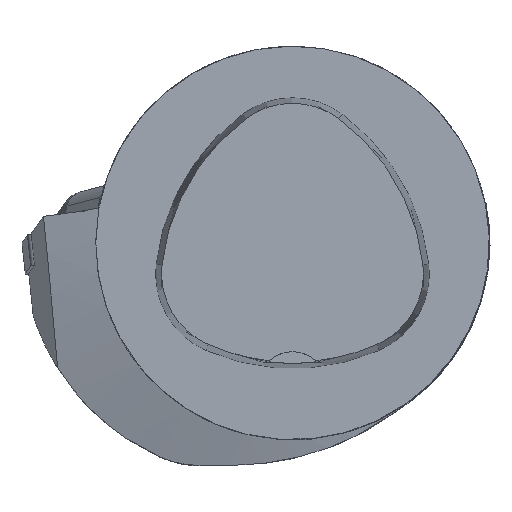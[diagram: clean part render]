
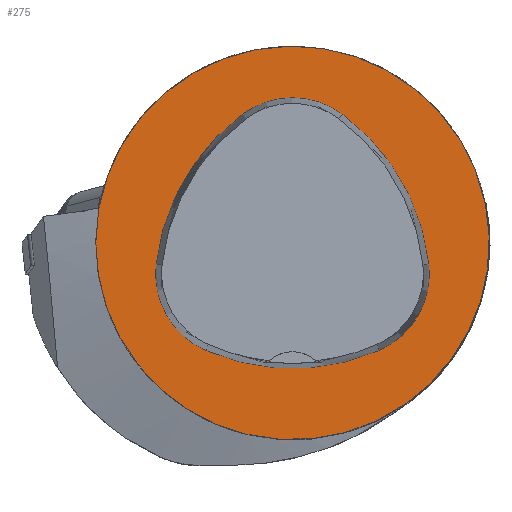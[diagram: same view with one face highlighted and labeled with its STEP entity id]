
A CAD part, top view. The second image highlights one B-rep face of the part: STEP entity #275.
In plain terms, the highlighted planar face has unit normal (0, 0, 1).
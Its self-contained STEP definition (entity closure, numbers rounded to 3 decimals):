
#275=ADVANCED_FACE('',(#643,#644),#346,.T.);
#346=PLANE('',#1777);
#643=FACE_BOUND('',#687,.T.);
#644=FACE_BOUND('',#688,.T.);
#687=EDGE_LOOP('',(#943,#944,#945,#946,#947,#948));
#688=EDGE_LOOP('',(#949));
#943=ORIENTED_EDGE('',*,*,#1474,.T.);
#944=ORIENTED_EDGE('',*,*,#1454,.T.);
#945=ORIENTED_EDGE('',*,*,#1458,.T.);
#946=ORIENTED_EDGE('',*,*,#1461,.T.);
#947=ORIENTED_EDGE('',*,*,#1464,.T.);
#948=ORIENTED_EDGE('',*,*,#1472,.T.);
#949=ORIENTED_EDGE('',*,*,#1445,.F.);
#1273=VERTEX_POINT('',#2665);
#1282=VERTEX_POINT('',#2684);
#1283=VERTEX_POINT('',#2685);
#1286=VERTEX_POINT('',#2693);
#1288=VERTEX_POINT('',#2699);
#1290=VERTEX_POINT('',#2705);
#1297=VERTEX_POINT('',#2726);
#1445=EDGE_CURVE('',#1273,#1273,#1583,.T.);
#1454=EDGE_CURVE('',#1282,#1283,#1584,.T.);
#1458=EDGE_CURVE('',#1283,#1286,#1586,.T.);
#1461=EDGE_CURVE('',#1286,#1288,#1588,.T.);
#1464=EDGE_CURVE('',#1288,#1290,#1590,.T.);
#1472=EDGE_CURVE('',#1290,#1297,#1594,.T.);
#1474=EDGE_CURVE('',#1297,#1282,#1596,.T.);
#1583=CIRCLE('',#1749,40.);
#1584=CIRCLE('',#1755,44.);
#1586=CIRCLE('',#1758,17.);
#1588=CIRCLE('',#1761,44.);
#1590=CIRCLE('',#1764,17.);
#1594=CIRCLE('',#1769,44.);
#1596=CIRCLE('',#1772,17.);
#1749=AXIS2_PLACEMENT_3D('',#2664,#2039,#2040);
#1755=AXIS2_PLACEMENT_3D('',#2683,#2055,#2056);
#1758=AXIS2_PLACEMENT_3D('',#2692,#2063,#2064);
#1761=AXIS2_PLACEMENT_3D('',#2698,#2070,#2071);
#1764=AXIS2_PLACEMENT_3D('',#2704,#2077,#2078);
#1769=AXIS2_PLACEMENT_3D('',#2727,#2089,#2090);
#1772=AXIS2_PLACEMENT_3D('',#2730,#2095,#2096);
#1777=AXIS2_PLACEMENT_3D('',#2735,#2105,#2106);
#2039=DIRECTION('',(0.,0.,-1.));
#2040=DIRECTION('',(-1.,0.,0.));
#2055=DIRECTION('',(0.,0.,-1.));
#2056=DIRECTION('',(-1.,0.,0.));
#2063=DIRECTION('',(0.,0.,-1.));
#2064=DIRECTION('',(-1.,0.,0.));
#2070=DIRECTION('',(0.,0.,-1.));
#2071=DIRECTION('',(-1.,0.,0.));
#2077=DIRECTION('',(0.,0.,-1.));
#2078=DIRECTION('',(-1.,0.,0.));
#2089=DIRECTION('',(0.,0.,-1.));
#2090=DIRECTION('',(-1.,0.,0.));
#2095=DIRECTION('',(0.,0.,-1.));
#2096=DIRECTION('',(-1.,0.,0.));
#2105=DIRECTION('',(0.,0.,1.));
#2106=DIRECTION('',(1.,0.,0.));
#2664=CARTESIAN_POINT('',(0.,0.,0.));
#2665=CARTESIAN_POINT('',(-40.,0.,0.));
#2683=CARTESIAN_POINT('',(16.01,-9.224,0.));
#2684=CARTESIAN_POINT('',(-27.722,-4.378,0.));
#2685=CARTESIAN_POINT('',(-10.119,26.178,0.));
#2692=CARTESIAN_POINT('',(-0.023,12.5,0.));
#2693=CARTESIAN_POINT('',(10.049,26.194,0.));
#2698=CARTESIAN_POINT('',(-16.021,-9.25,0.));
#2699=CARTESIAN_POINT('',(27.71,-4.394,0.));
#2704=CARTESIAN_POINT('',(10.814,-6.27,0.));
#2705=CARTESIAN_POINT('',(17.611,-21.852,0.));
#2726=CARTESIAN_POINT('',(-17.652,-21.819,0.));
#2727=CARTESIAN_POINT('',(0.017,18.477,0.));
#2730=CARTESIAN_POINT('',(-10.825,-6.25,0.));
#2735=CARTESIAN_POINT('',(0.,0.,0.));
